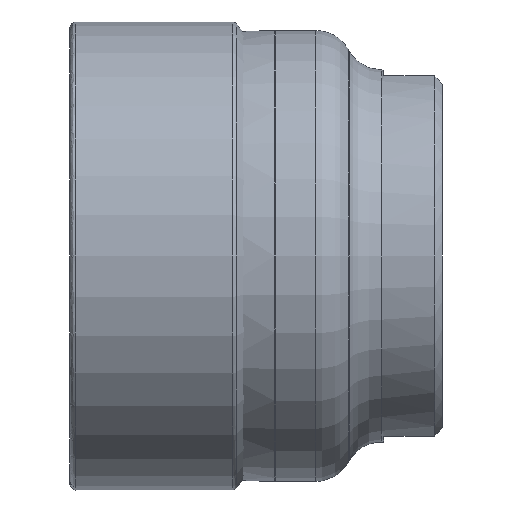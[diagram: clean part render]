
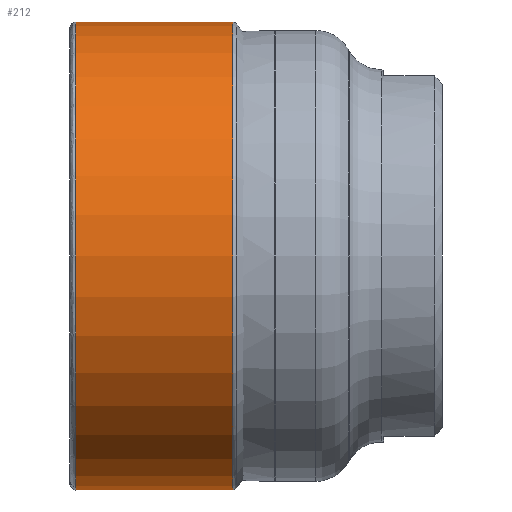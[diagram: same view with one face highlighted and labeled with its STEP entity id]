
A CAD part, front view. The second image highlights one B-rep face of the part: STEP entity #212.
In plain terms, the highlighted face is a revolution surface.
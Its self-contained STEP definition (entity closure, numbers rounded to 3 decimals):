
#36=SURFACE_OF_REVOLUTION('',#315,#52);
#52=AXIS1_PLACEMENT('',#1952,#1393);
#212=ADVANCED_FACE('',(#396,#397),#36,.F.);
#315=B_SPLINE_CURVE_WITH_KNOTS('',5,(#1946,#1947,#1948,#1949,#1950,#1951),
 .UNSPECIFIED.,.F.,.F.,(6,6),(0.,1.),.UNSPECIFIED.);
#396=FACE_BOUND('',#514,.T.);
#397=FACE_BOUND('',#515,.T.);
#514=EDGE_LOOP('',(#742));
#515=EDGE_LOOP('',(#743));
#742=ORIENTED_EDGE('',*,*,#959,.T.);
#743=ORIENTED_EDGE('',*,*,#958,.F.);
#844=VERTEX_POINT('',#1936);
#845=VERTEX_POINT('',#1945);
#958=EDGE_CURVE('',#844,#844,#1020,.T.);
#959=EDGE_CURVE('',#845,#845,#1021,.T.);
#1020=CIRCLE('',#1137,31.45);
#1021=CIRCLE('',#1138,31.45);
#1137=AXIS2_PLACEMENT_3D('',#1935,#1388,#1389);
#1138=AXIS2_PLACEMENT_3D('',#1944,#1391,#1392);
#1388=DIRECTION('',(-1.,0.,0.));
#1389=DIRECTION('',(0.,0.,1.));
#1391=DIRECTION('',(-1.,0.,0.));
#1392=DIRECTION('',(0.,0.,1.));
#1393=DIRECTION('',(-1.,0.,0.));
#1935=CARTESIAN_POINT('',(0.801,0.,0.));
#1936=CARTESIAN_POINT('',(0.801,0.,31.45));
#1944=CARTESIAN_POINT('',(21.903,0.,0.));
#1945=CARTESIAN_POINT('',(21.903,0.,31.45));
#1946=CARTESIAN_POINT('',(0.801,31.45,0.));
#1947=CARTESIAN_POINT('',(5.021,31.463,0.));
#1948=CARTESIAN_POINT('',(9.241,31.467,0.));
#1949=CARTESIAN_POINT('',(13.462,31.464,0.));
#1950=CARTESIAN_POINT('',(17.682,31.457,0.));
#1951=CARTESIAN_POINT('',(21.903,31.45,0.));
#1952=CARTESIAN_POINT('',(0.,0.,0.));
